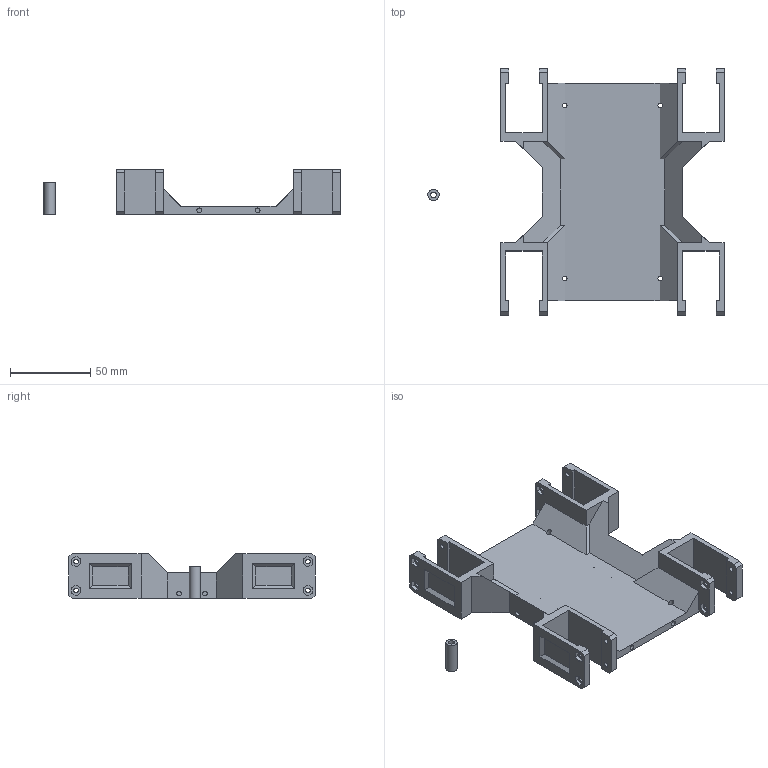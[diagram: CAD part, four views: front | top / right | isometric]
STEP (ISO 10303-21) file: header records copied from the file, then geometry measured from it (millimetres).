
FILE_DESCRIPTION(/* description */ (''),/* implementation_level */ '2;1');
FILE_NAME(/* name */ 'Robot_body_v3.step',/* time_stamp */ '2023-10-26T18:56:41+02:00',/* author */ (''),/* organization */ (''),/* preprocessor_version */ 'ST-DEVELOPER v20',/* originating_system */ 'Autodesk Translation Framework v12.14.0.127',/* authorisation */ '');
FILE_SCHEMA (('AUTOMOTIVE_DESIGN { 1 0 10303 214 3 1 1 }'));
Length unit declared in the file: millimetre
Products named in the file (1): Robot_body_monolith
Bounding box: 184.8 x 153.57 x 28 mm (x, y, z)
Volume: 128398.8 mm3; surface area: 58724.1 mm2
Topology: 2 solids, 2 shells, 264 faces, 704 edges, 468 vertices
Faces by surface type: plane 234, cylinder 30
Full cylindrical faces by diameter (mm): 3 x28, 3.5 x1, 7 x1
Entity records: 8220 total; most frequent: CARTESIAN_POINT 1437, ORIENTED_EDGE 1408, DIRECTION 1302, EDGE_CURVE 704, LINE 636, VECTOR 636, VERTEX_POINT 468, AXIS2_PLACEMENT_3D 333
